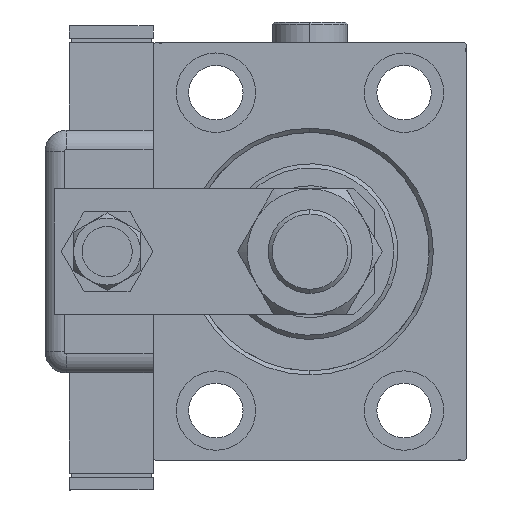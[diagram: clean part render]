
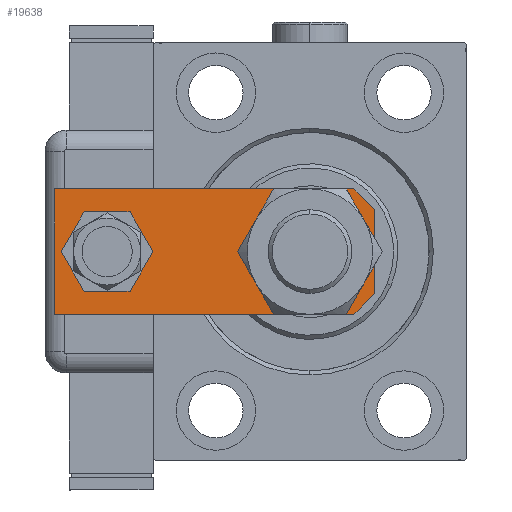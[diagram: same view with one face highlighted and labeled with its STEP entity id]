
A CAD part, left-side view. The second image highlights one B-rep face of the part: STEP entity #19638.
In plain terms, the highlighted face is planar.
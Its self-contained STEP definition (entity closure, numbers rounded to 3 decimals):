
#783 = AXIS2_PLACEMENT_3D ( 'NONE', #53531, #5049, #24704 ) ;
#1050 = CIRCLE ( 'NONE', #29386, 7. ) ;
#1263 = DIRECTION ( 'NONE',  ( 1., 0., 0. ) ) ;
#2749 = DIRECTION ( 'NONE',  ( 1., 0., 0. ) ) ;
#3966 = CARTESIAN_POINT ( 'NONE',  ( 15., 5., 0. ) ) ;
#5004 = DIRECTION ( 'NONE',  ( 0., 1., 0. ) ) ;
#5049 = DIRECTION ( 'NONE',  ( 0., 0., 1. ) ) ;
#5142 = ORIENTED_EDGE ( 'NONE', *, *, #43818, .F. ) ;
#5279 = LINE ( 'NONE', #14154, #46546 ) ;
#5407 = CARTESIAN_POINT ( 'NONE',  ( 0., 0., 0. ) ) ;
#5589 = CARTESIAN_POINT ( 'NONE',  ( 7., 64., 0. ) ) ;
#6927 = VECTOR ( 'NONE', #5004, 1000. ) ;
#7196 = VECTOR ( 'NONE', #12993, 1000. ) ;
#7256 = CARTESIAN_POINT ( 'NONE',  ( 15., 5., 0. ) ) ;
#7883 = ORIENTED_EDGE ( 'NONE', *, *, #42800, .T. ) ;
#8549 = CIRCLE ( 'NONE', #37863, 10. ) ;
#8914 = VECTOR ( 'NONE', #50044, 1000. ) ;
#9923 = CARTESIAN_POINT ( 'NONE',  ( -10., 0., 0. ) ) ;
#10959 = DIRECTION ( 'NONE',  ( 0., 0., 1. ) ) ;
#11624 = EDGE_CURVE ( 'NONE', #21716, #53037, #21581, .T. ) ;
#12268 = ORIENTED_EDGE ( 'NONE', *, *, #51902, .T. ) ;
#12993 = DIRECTION ( 'NONE',  ( -1., 0., 0. ) ) ;
#13114 = VECTOR ( 'NONE', #56853, 1000. ) ;
#14154 = CARTESIAN_POINT ( 'NONE',  ( -10., 0., 0. ) ) ;
#15406 = DIRECTION ( 'NONE',  ( 1., 0., 0. ) ) ;
#15716 = CARTESIAN_POINT ( 'NONE',  ( 0., 64., 0. ) ) ;
#19489 = EDGE_LOOP ( 'NONE', ( #26325, #12268, #38440, #61406, #5142, #7883 ) ) ;
#19638 = ADVANCED_FACE ( 'NONE', ( #48823, #27992, #44380 ), #19980, .F. ) ;
#19980 = PLANE ( 'NONE',  #50028 ) ;
#20256 = EDGE_CURVE ( 'NONE', #56534, #27610, #8549, .T. ) ;
#20300 = CARTESIAN_POINT ( 'NONE',  ( 0., 64., 0. ) ) ;
#21581 = LINE ( 'NONE', #46591, #7196 ) ;
#21716 = VERTEX_POINT ( 'NONE', #44106 ) ;
#23025 = DIRECTION ( 'NONE',  ( 0., 0., 1. ) ) ;
#24704 = DIRECTION ( 'NONE',  ( 1., 0., 0. ) ) ;
#25653 = LINE ( 'NONE', #7256, #8914 ) ;
#26325 = ORIENTED_EDGE ( 'NONE', *, *, #51117, .F. ) ;
#27187 = ORIENTED_EDGE ( 'NONE', *, *, #46122, .T. ) ;
#27610 = VERTEX_POINT ( 'NONE', #59900 ) ;
#27992 = FACE_BOUND ( 'NONE', #54531, .T. ) ;
#29386 = AXIS2_PLACEMENT_3D ( 'NONE', #20300, #34240, #1263 ) ;
#30511 = CARTESIAN_POINT ( 'NONE',  ( -15., 76.5, 0. ) ) ;
#32752 = CARTESIAN_POINT ( 'NONE',  ( 10., 0., 0. ) ) ;
#32769 = CARTESIAN_POINT ( 'NONE',  ( -10., 15.5, 0. ) ) ;
#33146 = CIRCLE ( 'NONE', #783, 10. ) ;
#33523 = LINE ( 'NONE', #38590, #36064 ) ;
#33531 = CARTESIAN_POINT ( 'NONE',  ( 15., 0., 0. ) ) ;
#33633 = CARTESIAN_POINT ( 'NONE',  ( -7., 64., 0. ) ) ;
#33839 = LINE ( 'NONE', #33531, #6927 ) ;
#34240 = DIRECTION ( 'NONE',  ( 0., 0., 1. ) ) ;
#35683 = CIRCLE ( 'NONE', #56916, 7. ) ;
#36064 = VECTOR ( 'NONE', #62665, 1000. ) ;
#37863 = AXIS2_PLACEMENT_3D ( 'NONE', #50937, #23025, #2749 ) ;
#37944 = VERTEX_POINT ( 'NONE', #32752 ) ;
#38440 = ORIENTED_EDGE ( 'NONE', *, *, #38704, .F. ) ;
#38590 = CARTESIAN_POINT ( 'NONE',  ( -15., 76.5, 0. ) ) ;
#38704 = EDGE_CURVE ( 'NONE', #53037, #49826, #33523, .T. ) ;
#42800 = EDGE_CURVE ( 'NONE', #59768, #37944, #25653, .T. ) ;
#43818 = EDGE_CURVE ( 'NONE', #59768, #21716, #33839, .T. ) ;
#44106 = CARTESIAN_POINT ( 'NONE',  ( 15., 76.5, 0. ) ) ;
#44380 = FACE_BOUND ( 'NONE', #53539, .T. ) ;
#46115 = ORIENTED_EDGE ( 'NONE', *, *, #53335, .T. ) ;
#46122 = EDGE_CURVE ( 'NONE', #27610, #56534, #33146, .T. ) ;
#46170 = ORIENTED_EDGE ( 'NONE', *, *, #20256, .T. ) ;
#46546 = VECTOR ( 'NONE', #49005, 1000. ) ;
#46591 = CARTESIAN_POINT ( 'NONE',  ( 15., 76.5, 0. ) ) ;
#48823 = FACE_OUTER_BOUND ( 'NONE', #19489, .T. ) ;
#49005 = DIRECTION ( 'NONE',  ( -0.707, 0.707, 0. ) ) ;
#49826 = VERTEX_POINT ( 'NONE', #60809 ) ;
#50028 = AXIS2_PLACEMENT_3D ( 'NONE', #5407, #53247, #51781 ) ;
#50044 = DIRECTION ( 'NONE',  ( -0.707, -0.707, 0. ) ) ;
#50937 = CARTESIAN_POINT ( 'NONE',  ( 0., 15.5, 0. ) ) ;
#51117 = EDGE_CURVE ( 'NONE', #56723, #37944, #55936, .T. ) ;
#51781 = DIRECTION ( 'NONE',  ( 1., 0., 0. ) ) ;
#51902 = EDGE_CURVE ( 'NONE', #56723, #49826, #5279, .T. ) ;
#53037 = VERTEX_POINT ( 'NONE', #30511 ) ;
#53247 = DIRECTION ( 'NONE',  ( 0., 0., 1. ) ) ;
#53335 = EDGE_CURVE ( 'NONE', #58146, #54151, #1050, .T. ) ;
#53531 = CARTESIAN_POINT ( 'NONE',  ( 0., 15.5, 0. ) ) ;
#53539 = EDGE_LOOP ( 'NONE', ( #46170, #27187 ) ) ;
#54151 = VERTEX_POINT ( 'NONE', #33633 ) ;
#54531 = EDGE_LOOP ( 'NONE', ( #56008, #46115 ) ) ;
#55936 = LINE ( 'NONE', #56232, #13114 ) ;
#56008 = ORIENTED_EDGE ( 'NONE', *, *, #61834, .T. ) ;
#56232 = CARTESIAN_POINT ( 'NONE',  ( -15., 0., 0. ) ) ;
#56534 = VERTEX_POINT ( 'NONE', #32769 ) ;
#56723 = VERTEX_POINT ( 'NONE', #9923 ) ;
#56853 = DIRECTION ( 'NONE',  ( 1., 0., 0. ) ) ;
#56916 = AXIS2_PLACEMENT_3D ( 'NONE', #15716, #10959, #15406 ) ;
#58146 = VERTEX_POINT ( 'NONE', #5589 ) ;
#59768 = VERTEX_POINT ( 'NONE', #3966 ) ;
#59900 = CARTESIAN_POINT ( 'NONE',  ( 10., 15.5, 0. ) ) ;
#60809 = CARTESIAN_POINT ( 'NONE',  ( -15., 5., 0. ) ) ;
#61406 = ORIENTED_EDGE ( 'NONE', *, *, #11624, .F. ) ;
#61834 = EDGE_CURVE ( 'NONE', #54151, #58146, #35683, .T. ) ;
#62665 = DIRECTION ( 'NONE',  ( 0., -1., 0. ) ) ;
